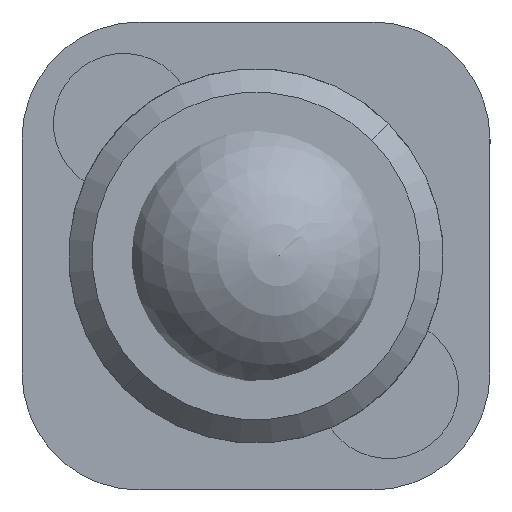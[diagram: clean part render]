
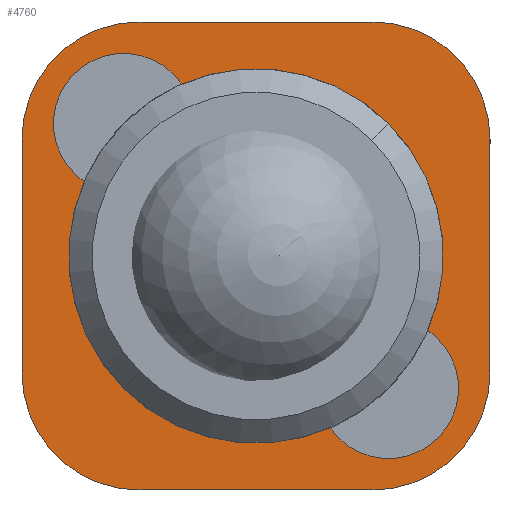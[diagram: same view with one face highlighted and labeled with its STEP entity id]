
A CAD part, front view. The second image highlights one B-rep face of the part: STEP entity #4760.
In plain terms, the highlighted planar face has unit normal (0, -1, 0).
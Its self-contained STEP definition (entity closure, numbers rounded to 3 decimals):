
#32 = AXIS2_PLACEMENT_3D ( 'NONE', #5948, #10040, #11193 ) ;
#89 = EDGE_LOOP ( 'NONE', ( #4111, #6289, #3908, #10341, #2247, #11352, #2760, #12661 ) ) ;
#98 = CARTESIAN_POINT ( 'NONE',  ( -10., 0., 10. ) ) ;
#162 = CARTESIAN_POINT ( 'NONE',  ( -5.657, 0., -7.157 ) ) ;
#221 = DIRECTION ( 'NONE',  ( 0., 0., -1. ) ) ;
#491 = CARTESIAN_POINT ( 'NONE',  ( -5.657, 0., -5.657 ) ) ;
#833 = AXIS2_PLACEMENT_3D ( 'NONE', #4447, #6476, #2264 ) ;
#999 = EDGE_LOOP ( 'NONE', ( #5460, #4215 ) ) ;
#1107 = AXIS2_PLACEMENT_3D ( 'NONE', #8700, #6583, #1134 ) ;
#1134 = DIRECTION ( 'NONE',  ( 0., 0., -1. ) ) ;
#1141 = AXIS2_PLACEMENT_3D ( 'NONE', #491, #11868, #5878 ) ;
#1431 = VERTEX_POINT ( 'NONE', #12153 ) ;
#1479 = VERTEX_POINT ( 'NONE', #7177 ) ;
#1744 = VERTEX_POINT ( 'NONE', #9829 ) ;
#1832 = VERTEX_POINT ( 'NONE', #5739 ) ;
#2018 = DIRECTION ( 'NONE',  ( -1., 0., 0. ) ) ;
#2074 = LINE ( 'NONE', #11361, #9339 ) ;
#2173 = CIRCLE ( 'NONE', #10660, 5. ) ;
#2226 = CARTESIAN_POINT ( 'NONE',  ( -5., 0., -10. ) ) ;
#2247 = ORIENTED_EDGE ( 'NONE', *, *, #5413, .F. ) ;
#2264 = DIRECTION ( 'NONE',  ( 0., 0., -1. ) ) ;
#2346 = CARTESIAN_POINT ( 'NONE',  ( -10., 0., 5. ) ) ;
#2356 = DIRECTION ( 'NONE',  ( 0., 0., -1. ) ) ;
#2722 = VERTEX_POINT ( 'NONE', #8865 ) ;
#2760 = ORIENTED_EDGE ( 'NONE', *, *, #9100, .F. ) ;
#3362 = CARTESIAN_POINT ( 'NONE',  ( -5.657, 0., -4.157 ) ) ;
#3624 = VERTEX_POINT ( 'NONE', #3362 ) ;
#3646 = VERTEX_POINT ( 'NONE', #10840 ) ;
#3908 = ORIENTED_EDGE ( 'NONE', *, *, #8933, .F. ) ;
#3924 = EDGE_CURVE ( 'NONE', #2722, #10537, #11789, .T. ) ;
#4063 = ORIENTED_EDGE ( 'NONE', *, *, #7390, .F. ) ;
#4102 = CIRCLE ( 'NONE', #4310, 1.5 ) ;
#4111 = ORIENTED_EDGE ( 'NONE', *, *, #11338, .F. ) ;
#4215 = ORIENTED_EDGE ( 'NONE', *, *, #8986, .F. ) ;
#4269 = VERTEX_POINT ( 'NONE', #5113 ) ;
#4306 = PLANE ( 'NONE',  #9247 ) ;
#4310 = AXIS2_PLACEMENT_3D ( 'NONE', #12155, #13376, #4944 ) ;
#4315 = AXIS2_PLACEMENT_3D ( 'NONE', #13325, #13260, #11284 ) ;
#4339 = VERTEX_POINT ( 'NONE', #2226 ) ;
#4447 = CARTESIAN_POINT ( 'NONE',  ( -5., 0., -5. ) ) ;
#4449 = FACE_BOUND ( 'NONE', #999, .T. ) ;
#4760 = ADVANCED_FACE ( 'NONE', ( #4449, #7577, #6551 ), #4306, .T. ) ;
#4929 = EDGE_CURVE ( 'NONE', #9070, #3624, #9219, .T. ) ;
#4944 = DIRECTION ( 'NONE',  ( 0., 0., -1. ) ) ;
#4993 = VECTOR ( 'NONE', #9651, 1000. ) ;
#5113 = CARTESIAN_POINT ( 'NONE',  ( -10., 0., -5. ) ) ;
#5413 = EDGE_CURVE ( 'NONE', #1431, #10537, #11305, .T. ) ;
#5460 = ORIENTED_EDGE ( 'NONE', *, *, #8137, .F. ) ;
#5739 = CARTESIAN_POINT ( 'NONE',  ( 5.657, 0., 4.157 ) ) ;
#5878 = DIRECTION ( 'NONE',  ( 0., 0., -1. ) ) ;
#5948 = CARTESIAN_POINT ( 'NONE',  ( 5., 0., -5. ) ) ;
#6120 = CIRCLE ( 'NONE', #1107, 1.5 ) ;
#6169 = VERTEX_POINT ( 'NONE', #2346 ) ;
#6289 = ORIENTED_EDGE ( 'NONE', *, *, #8260, .T. ) ;
#6476 = DIRECTION ( 'NONE',  ( 0., -1., 0. ) ) ;
#6551 = FACE_OUTER_BOUND ( 'NONE', #89, .T. ) ;
#6583 = DIRECTION ( 'NONE',  ( 0., -1., 0. ) ) ;
#6751 = ORIENTED_EDGE ( 'NONE', *, *, #4929, .F. ) ;
#6779 = CARTESIAN_POINT ( 'NONE',  ( -10., 0., 10. ) ) ;
#6781 = EDGE_CURVE ( 'NONE', #1744, #6169, #2173, .T. ) ;
#7145 = CARTESIAN_POINT ( 'NONE',  ( 10., 0., 10. ) ) ;
#7153 = CIRCLE ( 'NONE', #4315, 1.5 ) ;
#7177 = CARTESIAN_POINT ( 'NONE',  ( 5.657, 0., 7.157 ) ) ;
#7390 = EDGE_CURVE ( 'NONE', #3624, #9070, #6120, .T. ) ;
#7514 = DIRECTION ( 'NONE',  ( 0., -1., 0. ) ) ;
#7577 = FACE_BOUND ( 'NONE', #13463, .T. ) ;
#7690 = VECTOR ( 'NONE', #13139, 1000. ) ;
#8106 = DIRECTION ( 'NONE',  ( 0., 0., -1. ) ) ;
#8137 = EDGE_CURVE ( 'NONE', #1479, #1832, #4102, .T. ) ;
#8225 = CARTESIAN_POINT ( 'NONE',  ( 5., 0., 5. ) ) ;
#8260 = EDGE_CURVE ( 'NONE', #4269, #4339, #12992, .T. ) ;
#8700 = CARTESIAN_POINT ( 'NONE',  ( -5.657, 0., -5.657 ) ) ;
#8865 = CARTESIAN_POINT ( 'NONE',  ( 5., 0., -10. ) ) ;
#8933 = EDGE_CURVE ( 'NONE', #2722, #4339, #2074, .T. ) ;
#8986 = EDGE_CURVE ( 'NONE', #1832, #1479, #7153, .T. ) ;
#9070 = VERTEX_POINT ( 'NONE', #162 ) ;
#9100 = EDGE_CURVE ( 'NONE', #1744, #3646, #9450, .T. ) ;
#9219 = CIRCLE ( 'NONE', #1141, 1.5 ) ;
#9247 = AXIS2_PLACEMENT_3D ( 'NONE', #10644, #7514, #221 ) ;
#9339 = VECTOR ( 'NONE', #2018, 1000. ) ;
#9450 = LINE ( 'NONE', #98, #4993 ) ;
#9651 = DIRECTION ( 'NONE',  ( 1., 0., 0. ) ) ;
#9786 = LINE ( 'NONE', #6779, #10456 ) ;
#9829 = CARTESIAN_POINT ( 'NONE',  ( -5., 0., 10. ) ) ;
#9858 = DIRECTION ( 'NONE',  ( 0., 0., 1. ) ) ;
#10040 = DIRECTION ( 'NONE',  ( 0., -1., 0. ) ) ;
#10077 = CARTESIAN_POINT ( 'NONE',  ( 10., 0., -5. ) ) ;
#10341 = ORIENTED_EDGE ( 'NONE', *, *, #3924, .T. ) ;
#10425 = AXIS2_PLACEMENT_3D ( 'NONE', #8225, #12253, #8106 ) ;
#10456 = VECTOR ( 'NONE', #9858, 1000. ) ;
#10537 = VERTEX_POINT ( 'NONE', #10077 ) ;
#10644 = CARTESIAN_POINT ( 'NONE',  ( 0., 0., 0. ) ) ;
#10660 = AXIS2_PLACEMENT_3D ( 'NONE', #11835, #10805, #2356 ) ;
#10805 = DIRECTION ( 'NONE',  ( 0., -1., 0. ) ) ;
#10840 = CARTESIAN_POINT ( 'NONE',  ( 5., 0., 10. ) ) ;
#11078 = CIRCLE ( 'NONE', #10425, 5. ) ;
#11193 = DIRECTION ( 'NONE',  ( 0., 0., -1. ) ) ;
#11284 = DIRECTION ( 'NONE',  ( 0., 0., -1. ) ) ;
#11305 = LINE ( 'NONE', #7145, #7690 ) ;
#11338 = EDGE_CURVE ( 'NONE', #4269, #6169, #9786, .T. ) ;
#11352 = ORIENTED_EDGE ( 'NONE', *, *, #12831, .T. ) ;
#11361 = CARTESIAN_POINT ( 'NONE',  ( -10., 0., -10. ) ) ;
#11789 = CIRCLE ( 'NONE', #32, 5. ) ;
#11835 = CARTESIAN_POINT ( 'NONE',  ( -5., 0., 5. ) ) ;
#11868 = DIRECTION ( 'NONE',  ( 0., -1., 0. ) ) ;
#12153 = CARTESIAN_POINT ( 'NONE',  ( 10., 0., 5. ) ) ;
#12155 = CARTESIAN_POINT ( 'NONE',  ( 5.657, 0., 5.657 ) ) ;
#12253 = DIRECTION ( 'NONE',  ( 0., -1., 0. ) ) ;
#12661 = ORIENTED_EDGE ( 'NONE', *, *, #6781, .T. ) ;
#12831 = EDGE_CURVE ( 'NONE', #1431, #3646, #11078, .T. ) ;
#12992 = CIRCLE ( 'NONE', #833, 5. ) ;
#13139 = DIRECTION ( 'NONE',  ( 0., 0., -1. ) ) ;
#13260 = DIRECTION ( 'NONE',  ( 0., -1., 0. ) ) ;
#13325 = CARTESIAN_POINT ( 'NONE',  ( 5.657, 0., 5.657 ) ) ;
#13376 = DIRECTION ( 'NONE',  ( 0., -1., 0. ) ) ;
#13463 = EDGE_LOOP ( 'NONE', ( #4063, #6751 ) ) ;
